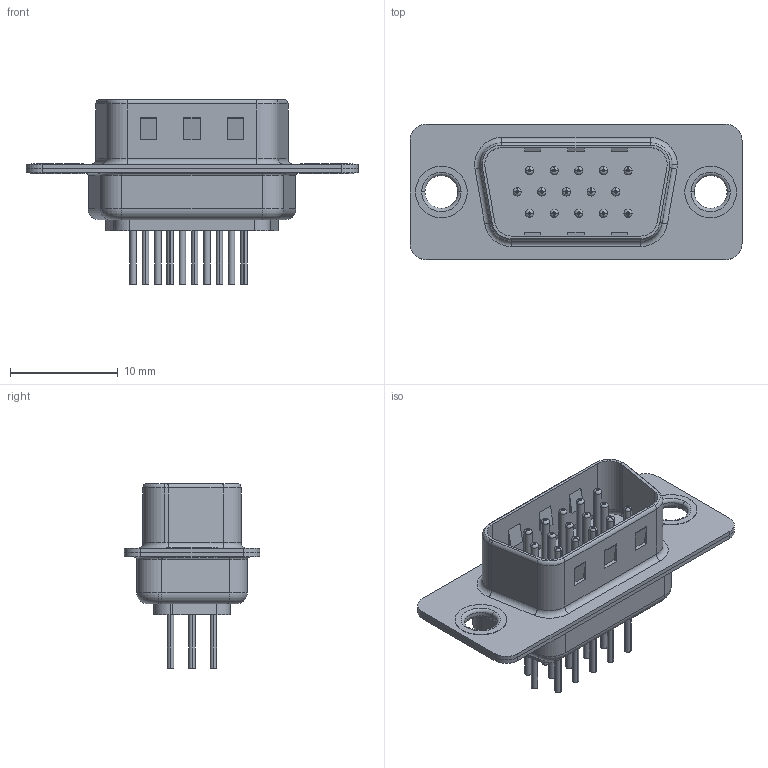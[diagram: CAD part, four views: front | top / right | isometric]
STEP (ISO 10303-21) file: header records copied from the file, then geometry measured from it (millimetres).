
FILE_DESCRIPTION (( 'STEP AP203' ), '1' );
FILE_NAME ('MHHDD-15MNS-A1.STEP', '2025-11-21T19:30:18', ( '' ), ( '' ), 'SwSTEP 2.0', 'SolidWorks 2023', '' );
FILE_SCHEMA (( 'CONFIG_CONTROL_DESIGN' ));
Length unit declared in the file: millimetre
Products named in the file (8): MHHDD-15MNS-A1; MHHDD Contact Row 2_30; MHHDD Shell Rear_15 Contacts; MHHDD Thru Hole Rivet; MHHDD Housing_15 Contacts; MHHDD Contact Row 1_30; MHHDD Contact Row 3_30; MHHDD Shell Front_15 Contacts
Assembly tree (20 placements, depth 2):
  MHHDD-15MNS-A1
    MHHDD Housing_15 Contacts
    MHHDD Shell Front_15 Contacts
    MHHDD Shell Rear_15 Contacts
    MHHDD Contact Row 1_30  x5
    MHHDD Contact Row 2_30  x5
    MHHDD Contact Row 3_30  x5
    MHHDD Thru Hole Rivet  x2
Bounding box: 30.81 x 12.55 x 17.15 mm (x, y, z)
Volume: 1211.8 mm3; surface area: 4430.9 mm2
Topology: 20 solids, 20 shells, 1778 faces, 4650 edges, 2863 vertices
Faces by surface type: cylinder 668, torus 493, plane 467, cone 150
Entity records: 21567 total; most frequent: CARTESIAN_POINT 4188, DIRECTION 3688, ORIENTED_EDGE 3244, EDGE_CURVE 1622, AXIS2_PLACEMENT_3D 1506, VERTEX_POINT 1021, CIRCLE 829, EDGE_LOOP 749
